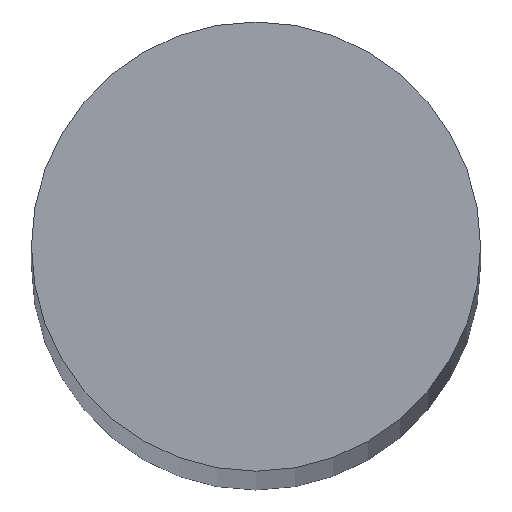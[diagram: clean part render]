
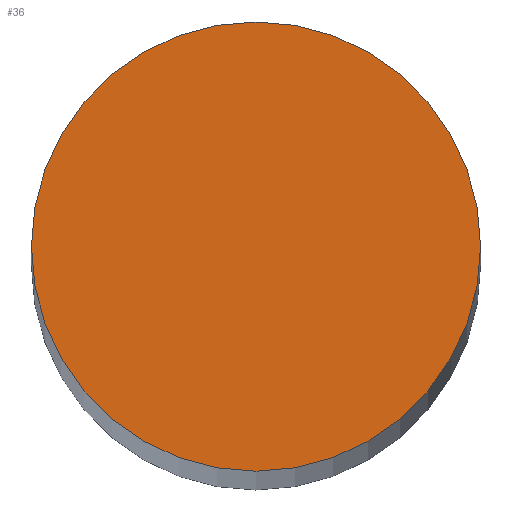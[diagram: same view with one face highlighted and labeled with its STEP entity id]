
A CAD part, top view. The second image highlights one B-rep face of the part: STEP entity #36.
In plain terms, the highlighted planar face has unit normal (0, 0, 1).
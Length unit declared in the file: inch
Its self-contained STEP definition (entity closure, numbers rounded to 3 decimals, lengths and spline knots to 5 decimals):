
#6 = DIRECTION ( 'NONE',  ( 0., 0., 1. ) ) ;
#9 = AXIS2_PLACEMENT_3D ( 'NONE', #27, #141, #70 ) ;
#12 = AXIS2_PLACEMENT_3D ( 'NONE', #195, #6, #180 ) ;
#27 = CARTESIAN_POINT ( 'NONE',  ( 0., 1.125, 0. ) ) ;
#36 = ADVANCED_FACE ( 'NONE', ( #217 ), #254, .T. ) ;
#55 = DIRECTION ( 'NONE',  ( 0., 0., 1. ) ) ;
#57 = DIRECTION ( 'NONE',  ( 1., 0., 0. ) ) ;
#63 = ORIENTED_EDGE ( 'NONE', *, *, #178, .T. ) ;
#70 = DIRECTION ( 'NONE',  ( 1., 0., 0. ) ) ;
#88 = CARTESIAN_POINT ( 'NONE',  ( 0., 1.125, 0. ) ) ;
#98 = CARTESIAN_POINT ( 'NONE',  ( -0.25, 1.125, 0. ) ) ;
#123 = AXIS2_PLACEMENT_3D ( 'NONE', #88, #55, #57 ) ;
#141 = DIRECTION ( 'NONE',  ( 0., 0., 1. ) ) ;
#157 = CARTESIAN_POINT ( 'NONE',  ( 0.25, 1.125, 0. ) ) ;
#178 = EDGE_CURVE ( 'NONE', #214, #189, #242, .T. ) ;
#180 = DIRECTION ( 'NONE',  ( 1., 0., 0. ) ) ;
#189 = VERTEX_POINT ( 'NONE', #157 ) ;
#195 = CARTESIAN_POINT ( 'NONE',  ( 0., 1.125, 0. ) ) ;
#201 = EDGE_CURVE ( 'NONE', #189, #214, #211, .T. ) ;
#211 = CIRCLE ( 'NONE', #9, 0.25 ) ;
#213 = EDGE_LOOP ( 'NONE', ( #271, #63 ) ) ;
#214 = VERTEX_POINT ( 'NONE', #98 ) ;
#217 = FACE_OUTER_BOUND ( 'NONE', #213, .T. ) ;
#242 = CIRCLE ( 'NONE', #123, 0.25 ) ;
#254 = PLANE ( 'NONE',  #12 ) ;
#271 = ORIENTED_EDGE ( 'NONE', *, *, #201, .T. ) ;
